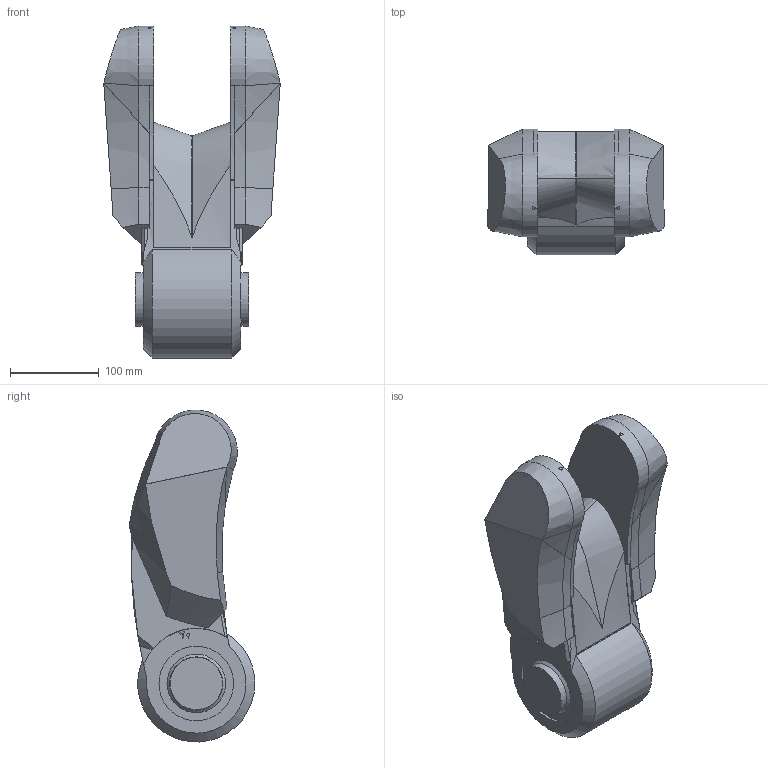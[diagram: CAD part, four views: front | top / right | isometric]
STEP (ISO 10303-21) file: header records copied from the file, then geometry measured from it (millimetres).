
FILE_DESCRIPTION(/* description */ (''),/* implementation_level */ '2;1');
FILE_NAME(/* name */ 'y_ipt_e1b9131d.STEP',/* time_stamp */ '2023-04-04T17:35:04+02:00',/* author */ ('AdminForWorker'),/* organization */ (''),/* preprocessor_version */ 'ST-DEVELOPER v18.1',/* originating_system */ 'Autodesk Inventor 2021',/* authorisation */ '');
FILE_SCHEMA (('AUTOMOTIVE_DESIGN { 1 0 10303 214 3 1 1 }'));
Length unit declared in the file: millimetre
Products named in the file (1): y
Bounding box: 198.85 x 141.58 x 373.98 mm (x, y, z)
Volume: 2275717.3 mm3; surface area: 440530.2 mm2
Topology: 1 solids, 1 shells, 593 faces, 1721 edges, 1146 vertices
Faces by surface type: plane 333, bspline 153, cylinder 79, cone 28
Full cylindrical faces by diameter (mm): 3 x2, 4 x2, 5 x18, 60 x2, 84 x2
Entity records: 33079 total; most frequent: CARTESIAN_POINT 18510, ORIENTED_EDGE 3442, DIRECTION 2366, EDGE_CURVE 1721, VERTEX_POINT 1146, LINE 824, VECTOR 824, AXIS2_PLACEMENT_3D 771
